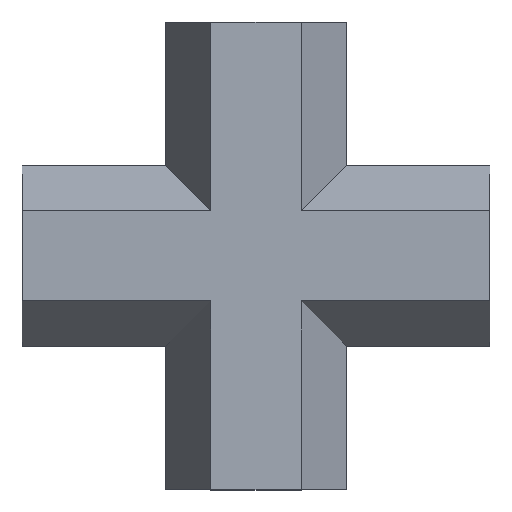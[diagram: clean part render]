
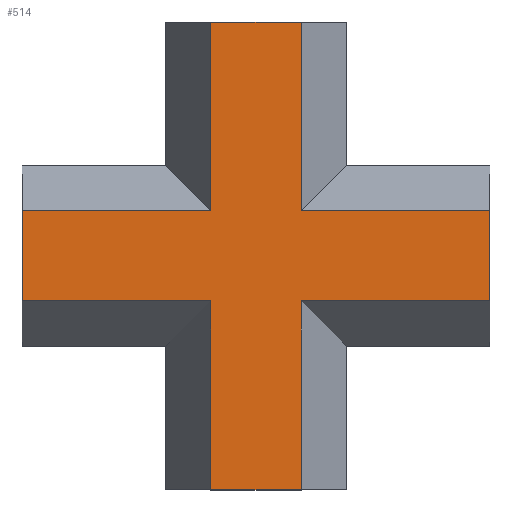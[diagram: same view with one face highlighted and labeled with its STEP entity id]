
A CAD part, top view. The second image highlights one B-rep face of the part: STEP entity #514.
In plain terms, the highlighted planar face has unit normal (0, 0, 1).
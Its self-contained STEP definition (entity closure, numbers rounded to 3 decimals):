
#39=PLANE('',#565);
#65=FACE_OUTER_BOUND('',#94,.T.);
#94=EDGE_LOOP('',(#467,#468,#469,#470,#471,#472,#473,#474,#475,#476,#477,
#478));
#114=LINE('',#736,#174);
#118=LINE('',#743,#178);
#122=LINE('',#752,#182);
#124=LINE('',#758,#184);
#135=LINE('',#789,#195);
#137=LINE('',#792,#197);
#149=LINE('',#815,#209);
#152=LINE('',#820,#212);
#157=LINE('',#831,#217);
#160=LINE('',#836,#220);
#162=LINE('',#842,#222);
#163=LINE('',#844,#223);
#174=VECTOR('',#595,10.);
#178=VECTOR('',#601,10.);
#182=VECTOR('',#607,10.);
#184=VECTOR('',#611,10.);
#195=VECTOR('',#644,10.);
#197=VECTOR('',#648,10.);
#209=VECTOR('',#668,10.);
#212=VECTOR('',#673,10.);
#217=VECTOR('',#684,10.);
#220=VECTOR('',#689,10.);
#222=VECTOR('',#697,10.);
#223=VECTOR('',#700,10.);
#240=VERTEX_POINT('',#733);
#241=VERTEX_POINT('',#735);
#242=VERTEX_POINT('',#739);
#243=VERTEX_POINT('',#741);
#245=VERTEX_POINT('',#746);
#247=VERTEX_POINT('',#750);
#248=VERTEX_POINT('',#754);
#250=VERTEX_POINT('',#757);
#266=VERTEX_POINT('',#814);
#267=VERTEX_POINT('',#818);
#270=VERTEX_POINT('',#830);
#271=VERTEX_POINT('',#834);
#287=EDGE_CURVE('',#241,#240,#114,.T.);
#291=EDGE_CURVE('',#242,#243,#118,.T.);
#295=EDGE_CURVE('',#245,#247,#122,.T.);
#297=EDGE_CURVE('',#250,#248,#124,.T.);
#314=EDGE_CURVE('',#250,#243,#135,.T.);
#316=EDGE_CURVE('',#241,#247,#137,.T.);
#328=EDGE_CURVE('',#266,#242,#149,.T.);
#331=EDGE_CURVE('',#248,#267,#152,.T.);
#336=EDGE_CURVE('',#270,#245,#157,.T.);
#339=EDGE_CURVE('',#240,#271,#160,.T.);
#342=EDGE_CURVE('',#270,#267,#162,.T.);
#343=EDGE_CURVE('',#266,#271,#163,.T.);
#467=ORIENTED_EDGE('',*,*,#331,.T.);
#468=ORIENTED_EDGE('',*,*,#342,.F.);
#469=ORIENTED_EDGE('',*,*,#336,.T.);
#470=ORIENTED_EDGE('',*,*,#295,.T.);
#471=ORIENTED_EDGE('',*,*,#316,.F.);
#472=ORIENTED_EDGE('',*,*,#287,.T.);
#473=ORIENTED_EDGE('',*,*,#339,.T.);
#474=ORIENTED_EDGE('',*,*,#343,.F.);
#475=ORIENTED_EDGE('',*,*,#328,.T.);
#476=ORIENTED_EDGE('',*,*,#291,.T.);
#477=ORIENTED_EDGE('',*,*,#314,.F.);
#478=ORIENTED_EDGE('',*,*,#297,.T.);
#514=ADVANCED_FACE('',(#65),#39,.T.);
#565=AXIS2_PLACEMENT_3D('',#843,#698,#699);
#595=DIRECTION('',(-1.,0.,0.));
#601=DIRECTION('',(-1.,0.,0.));
#607=DIRECTION('',(1.,0.,0.));
#611=DIRECTION('',(1.,0.,0.));
#644=DIRECTION('',(0.,1.,0.));
#648=DIRECTION('',(0.,-1.,0.));
#668=DIRECTION('',(0.,-1.,0.));
#673=DIRECTION('',(0.,-1.,0.));
#684=DIRECTION('',(0.,1.,0.));
#689=DIRECTION('',(0.,1.,0.));
#697=DIRECTION('',(-1.,0.,0.));
#698=DIRECTION('center_axis',(0.,0.,1.));
#699=DIRECTION('ref_axis',(1.,0.,0.));
#700=DIRECTION('',(1.,0.,0.));
#733=CARTESIAN_POINT('',(35.774,5.774,10.));
#735=CARTESIAN_POINT('',(60.,5.774,10.));
#736=CARTESIAN_POINT('',(35.774,5.774,10.));
#739=CARTESIAN_POINT('',(24.226,5.774,10.));
#741=CARTESIAN_POINT('',(0.,5.774,10.));
#743=CARTESIAN_POINT('',(35.774,5.774,10.));
#746=CARTESIAN_POINT('',(35.774,-5.774,10.));
#750=CARTESIAN_POINT('',(60.,-5.774,10.));
#752=CARTESIAN_POINT('',(35.774,-5.774,10.));
#754=CARTESIAN_POINT('',(24.226,-5.774,10.));
#757=CARTESIAN_POINT('',(0.,-5.774,10.));
#758=CARTESIAN_POINT('',(35.774,-5.774,10.));
#789=CARTESIAN_POINT('',(0.,5.774,10.));
#792=CARTESIAN_POINT('',(60.,5.774,10.));
#814=CARTESIAN_POINT('',(24.226,30.,10.));
#815=CARTESIAN_POINT('',(24.226,28.,10.));
#818=CARTESIAN_POINT('',(24.226,-30.,10.));
#820=CARTESIAN_POINT('',(24.226,28.,10.));
#830=CARTESIAN_POINT('',(35.774,-30.,10.));
#831=CARTESIAN_POINT('',(35.774,28.,10.));
#834=CARTESIAN_POINT('',(35.774,30.,10.));
#836=CARTESIAN_POINT('',(35.774,28.,10.));
#842=CARTESIAN_POINT('',(24.226,-30.,10.));
#843=CARTESIAN_POINT('Origin',(24.226,28.,10.));
#844=CARTESIAN_POINT('',(24.226,30.,10.));
